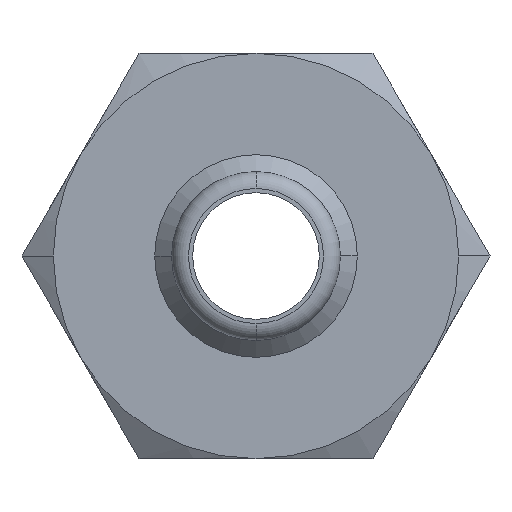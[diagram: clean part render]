
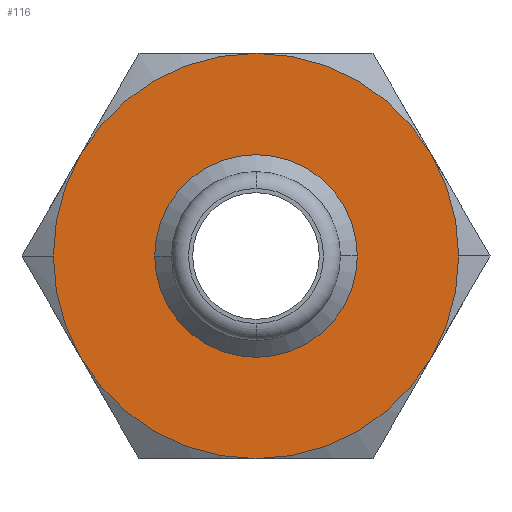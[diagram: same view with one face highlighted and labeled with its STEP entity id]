
A CAD part, front view. The second image highlights one B-rep face of the part: STEP entity #116.
In plain terms, the highlighted planar face has unit normal (0, -1, 0).
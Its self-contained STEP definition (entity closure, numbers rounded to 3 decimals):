
#116=ADVANCED_FACE('',(#252,#253),#254,.T.);
#252=FACE_OUTER_BOUND('',#407,.T.);
#253=FACE_BOUND('',#408,.T.);
#254=PLANE('',#409);
#407=EDGE_LOOP('',(#665,#666,#667,#668,#669,#670,#671,#672));
#408=EDGE_LOOP('',(#673,#674));
#409=AXIS2_PLACEMENT_3D('',#675,#676,#677);
#665=ORIENTED_EDGE('',*,*,#939,.F.);
#666=ORIENTED_EDGE('',*,*,#941,.F.);
#667=ORIENTED_EDGE('',*,*,#945,.F.);
#668=ORIENTED_EDGE('',*,*,#977,.F.);
#669=ORIENTED_EDGE('',*,*,#978,.F.);
#670=ORIENTED_EDGE('',*,*,#979,.F.);
#671=ORIENTED_EDGE('',*,*,#980,.F.);
#672=ORIENTED_EDGE('',*,*,#981,.F.);
#673=ORIENTED_EDGE('',*,*,#982,.F.);
#674=ORIENTED_EDGE('',*,*,#961,.F.);
#675=CARTESIAN_POINT('',(6.0,20.0,0.0));
#676=DIRECTION('',(-0.0,-1.0,-0.0));
#677=DIRECTION('',(-1.0,0.0,0.0));
#939=EDGE_CURVE('',#1127,#1124,#1129,.T.);
#941=EDGE_CURVE('',#1045,#1127,#1131,.T.);
#945=EDGE_CURVE('',#1134,#1045,#1136,.T.);
#961=EDGE_CURVE('',#1157,#1159,#1160,.T.);
#977=EDGE_CURVE('',#1177,#1134,#1178,.T.);
#978=EDGE_CURVE('',#1179,#1177,#1180,.T.);
#979=EDGE_CURVE('',#1091,#1179,#1181,.T.);
#980=EDGE_CURVE('',#1182,#1091,#1183,.T.);
#981=EDGE_CURVE('',#1124,#1182,#1184,.T.);
#982=EDGE_CURVE('',#1159,#1157,#1185,.T.);
#1045=VERTEX_POINT('',#1277);
#1091=VERTEX_POINT('',#1394);
#1124=VERTEX_POINT('',#1468);
#1127=VERTEX_POINT('',#1472);
#1129=CIRCLE('',#1485,12.0);
#1131=CIRCLE('',#1487,12.0);
#1134=VERTEX_POINT('',#1501);
#1136=CIRCLE('',#1514,12.0);
#1157=VERTEX_POINT('',#1549);
#1159=VERTEX_POINT('',#1552);
#1160=CIRCLE('',#1553,6.0);
#1177=VERTEX_POINT('',#1595);
#1178=CIRCLE('',#1596,12.0);
#1179=VERTEX_POINT('',#1597);
#1180=CIRCLE('',#1598,12.0);
#1181=CIRCLE('',#1599,12.0);
#1182=VERTEX_POINT('',#1600);
#1183=CIRCLE('',#1601,12.0);
#1184=CIRCLE('',#1602,12.0);
#1185=CIRCLE('',#1603,6.0);
#1277=CARTESIAN_POINT('',(0.,20.0,12.0));
#1394=CARTESIAN_POINT('',(0.0,20.0,-12.0));
#1468=CARTESIAN_POINT('',(12.0,20.0,0.));
#1472=CARTESIAN_POINT('',(10.392,20.0,6.0));
#1485=AXIS2_PLACEMENT_3D('',#1813,#1814,#1815);
#1487=AXIS2_PLACEMENT_3D('',#1816,#1817,#1818);
#1501=CARTESIAN_POINT('',(-10.392,20.0,6.0));
#1514=AXIS2_PLACEMENT_3D('',#1819,#1820,#1821);
#1549=CARTESIAN_POINT('',(6.0,20.0,0.));
#1552=CARTESIAN_POINT('',(-6.0,20.0,0.));
#1553=AXIS2_PLACEMENT_3D('',#1844,#1845,#1846);
#1595=CARTESIAN_POINT('',(-12.0,20.0,0.));
#1596=AXIS2_PLACEMENT_3D('',#1862,#1863,#1864);
#1597=CARTESIAN_POINT('',(-10.392,20.0,-6.0));
#1598=AXIS2_PLACEMENT_3D('',#1865,#1866,#1867);
#1599=AXIS2_PLACEMENT_3D('',#1868,#1869,#1870);
#1600=CARTESIAN_POINT('',(10.392,20.0,-6.0));
#1601=AXIS2_PLACEMENT_3D('',#1871,#1872,#1873);
#1602=AXIS2_PLACEMENT_3D('',#1874,#1875,#1876);
#1603=AXIS2_PLACEMENT_3D('',#1877,#1878,#1879);
#1813=CARTESIAN_POINT('',(0.0,20.0,0.0));
#1814=DIRECTION('',(-0.0,1.0,0.0));
#1815=DIRECTION('',(1.0,0.0,0.0));
#1816=CARTESIAN_POINT('',(0.0,20.0,0.0));
#1817=DIRECTION('',(-0.0,1.0,0.0));
#1818=DIRECTION('',(1.0,0.0,0.0));
#1819=CARTESIAN_POINT('',(0.0,20.0,0.0));
#1820=DIRECTION('',(-0.0,1.0,0.0));
#1821=DIRECTION('',(1.0,0.0,0.0));
#1844=CARTESIAN_POINT('',(0.0,20.0,0.0));
#1845=DIRECTION('',(0.0,-1.0,0.0));
#1846=DIRECTION('',(1.0,0.0,0.0));
#1862=CARTESIAN_POINT('',(0.0,20.0,0.0));
#1863=DIRECTION('',(-0.0,1.0,0.0));
#1864=DIRECTION('',(1.0,0.0,0.0));
#1865=CARTESIAN_POINT('',(0.0,20.0,0.0));
#1866=DIRECTION('',(-0.0,1.0,0.0));
#1867=DIRECTION('',(1.0,0.0,0.0));
#1868=CARTESIAN_POINT('',(0.0,20.0,0.0));
#1869=DIRECTION('',(-0.0,1.0,0.0));
#1870=DIRECTION('',(1.0,0.0,0.0));
#1871=CARTESIAN_POINT('',(0.0,20.0,0.0));
#1872=DIRECTION('',(-0.0,1.0,0.0));
#1873=DIRECTION('',(1.0,0.0,0.0));
#1874=CARTESIAN_POINT('',(0.0,20.0,0.0));
#1875=DIRECTION('',(-0.0,1.0,0.0));
#1876=DIRECTION('',(1.0,0.0,0.0));
#1877=CARTESIAN_POINT('',(0.0,20.0,0.0));
#1878=DIRECTION('',(0.0,-1.0,0.0));
#1879=DIRECTION('',(1.0,0.0,0.0));
